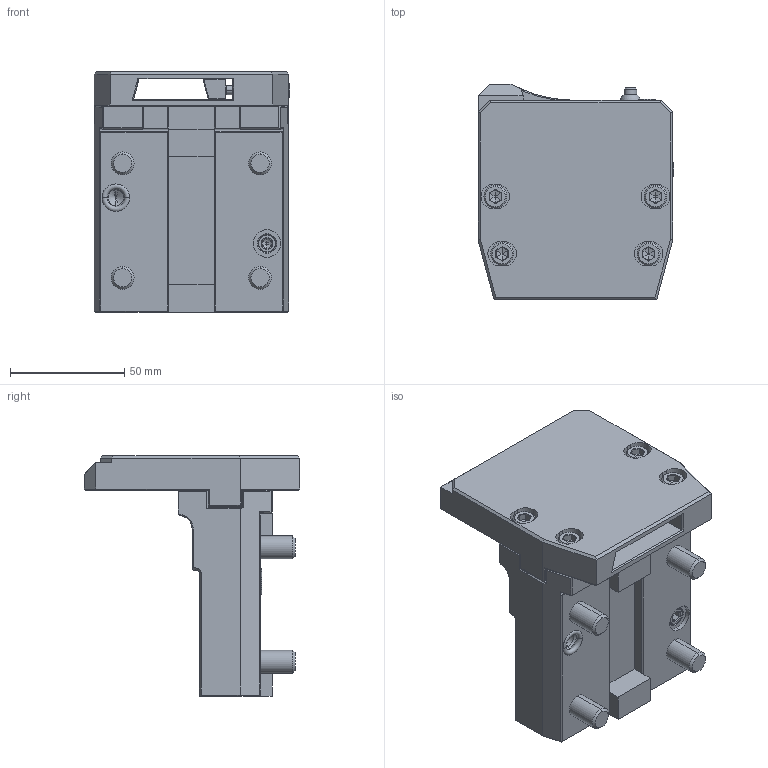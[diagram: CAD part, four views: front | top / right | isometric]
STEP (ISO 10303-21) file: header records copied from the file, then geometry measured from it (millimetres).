
FILE_DESCRIPTION((''),'2;1');
FILE_NAME('NGT_CR_55_32_NT','2021-01-13T',('vali'),('NOVA GRUP'),'PRO/ENGINEER BY PARAMETRIC TECHNOLOGY CORPORATION, 2010280','PRO/ENGINEER BY PARAMETRIC TECHNOLOGY CORPORATION, 2010280','');
FILE_SCHEMA(('CONFIG_CONTROL_DESIGN'));
Length unit declared in the file: millimetre
Products named in the file (1): NGT_CR_55_32_NT
Bounding box: 85.53 x 94 x 105 mm (x, y, z)
Volume: 262874.8 mm3; surface area: 62175.4 mm2
Topology: 1 solids, 1 shells, 540 faces, 1316 edges, 782 vertices
Faces by surface type: plane 302, cylinder 136, cone 58, torus 21, bspline 21, sphere 2
Entity records: 17497 total; most frequent: CARTESIAN_POINT 5114, ORIENTED_EDGE 2588, DIRECTION 2447, EDGE_CURVE 1294, VECTOR 905, LINE 905, VERTEX_POINT 782, AXIS2_PLACEMENT_3D 771
